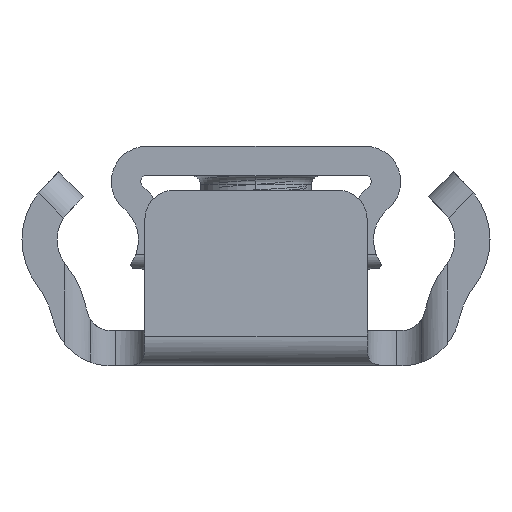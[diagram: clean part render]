
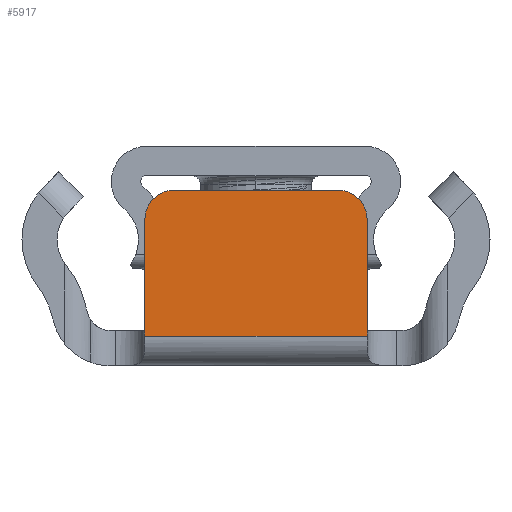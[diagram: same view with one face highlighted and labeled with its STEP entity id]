
A CAD part, left-side view. The second image highlights one B-rep face of the part: STEP entity #5917.
In plain terms, the highlighted planar face has unit normal (-1, 0, 0).
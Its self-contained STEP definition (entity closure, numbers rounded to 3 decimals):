
#33 = VERTEX_POINT ( 'NONE', #4238 ) ;
#40 = CARTESIAN_POINT ( 'NONE',  ( 0., -3.8, -1.3 ) ) ;
#76 = CARTESIAN_POINT ( 'NONE',  ( 0., -3.8, 1.2 ) ) ;
#146 = ORIENTED_EDGE ( 'NONE', *, *, #3911, .T. ) ;
#320 = ORIENTED_EDGE ( 'NONE', *, *, #898, .T. ) ;
#604 = VERTEX_POINT ( 'NONE', #3394 ) ;
#714 = EDGE_CURVE ( 'NONE', #2459, #3476, #4518, .T. ) ;
#749 = EDGE_CURVE ( 'NONE', #3476, #4501, #1903, .T. ) ;
#806 = PLANE ( 'NONE',  #6144 ) ;
#898 = EDGE_CURVE ( 'NONE', #3655, #604, #4703, .T. ) ;
#928 = EDGE_CURVE ( 'NONE', #604, #33, #3955, .T. ) ;
#1019 = DIRECTION ( 'NONE',  ( -1., 0., 0. ) ) ;
#1173 = EDGE_CURVE ( 'NONE', #2918, #2459, #5910, .T. ) ;
#1196 = LINE ( 'NONE', #4750, #6034 ) ;
#1328 = CARTESIAN_POINT ( 'NONE',  ( 0., -4.983, 1. ) ) ;
#1360 = VECTOR ( 'NONE', #4280, 1000. ) ;
#1377 = ORIENTED_EDGE ( 'NONE', *, *, #749, .T. ) ;
#1429 = CARTESIAN_POINT ( 'NONE',  ( 0., 3.8, -1.3 ) ) ;
#1461 = DIRECTION ( 'NONE',  ( 0., 0., -1. ) ) ;
#1554 = AXIS2_PLACEMENT_3D ( 'NONE', #4216, #5731, #3751 ) ;
#1649 = VERTEX_POINT ( 'NONE', #2613 ) ;
#1699 = ORIENTED_EDGE ( 'NONE', *, *, #928, .T. ) ;
#1903 = LINE ( 'NONE', #1429, #5152 ) ;
#1982 = FACE_OUTER_BOUND ( 'NONE', #3678, .T. ) ;
#2030 = DIRECTION ( 'NONE',  ( 0., 0., 1. ) ) ;
#2075 = LINE ( 'NONE', #40, #1360 ) ;
#2095 = VECTOR ( 'NONE', #1461, 1000. ) ;
#2411 = DIRECTION ( 'NONE',  ( 0., 0., -1. ) ) ;
#2459 = VERTEX_POINT ( 'NONE', #6194 ) ;
#2578 = EDGE_CURVE ( 'NONE', #1649, #3655, #2075, .T. ) ;
#2613 = CARTESIAN_POINT ( 'NONE',  ( 0., -3.8, 1. ) ) ;
#2633 = EDGE_CURVE ( 'NONE', #33, #2918, #1196, .T. ) ;
#2665 = CARTESIAN_POINT ( 'NONE',  ( 0., -3.8, 1.2 ) ) ;
#2718 = ORIENTED_EDGE ( 'NONE', *, *, #2578, .T. ) ;
#2918 = VERTEX_POINT ( 'NONE', #4476 ) ;
#3049 = CARTESIAN_POINT ( 'NONE',  ( 0., 3.8, 1.2 ) ) ;
#3064 = DIRECTION ( 'NONE',  ( 1., 0., 0. ) ) ;
#3080 = DIRECTION ( 'NONE',  ( 0., 0., 1. ) ) ;
#3394 = CARTESIAN_POINT ( 'NONE',  ( 0., -3.8, 5. ) ) ;
#3476 = VERTEX_POINT ( 'NONE', #6588 ) ;
#3655 = VERTEX_POINT ( 'NONE', #76 ) ;
#3676 = DIRECTION ( 'NONE',  ( 0., 1., 0. ) ) ;
#3678 = EDGE_LOOP ( 'NONE', ( #1377, #146, #2718, #320, #1699, #5717, #4052, #6426 ) ) ;
#3751 = DIRECTION ( 'NONE',  ( 0., 0., 1. ) ) ;
#3911 = EDGE_CURVE ( 'NONE', #4501, #1649, #4974, .T. ) ;
#3955 = CIRCLE ( 'NONE', #5595, 1. ) ;
#4052 = ORIENTED_EDGE ( 'NONE', *, *, #1173, .T. ) ;
#4056 = VECTOR ( 'NONE', #2030, 1000. ) ;
#4117 = DIRECTION ( 'NONE',  ( 0., 0., -1. ) ) ;
#4216 = CARTESIAN_POINT ( 'NONE',  ( 0., 2.8, 5. ) ) ;
#4238 = CARTESIAN_POINT ( 'NONE',  ( 0., -2.8, 6. ) ) ;
#4280 = DIRECTION ( 'NONE',  ( 0., 0., 1. ) ) ;
#4476 = CARTESIAN_POINT ( 'NONE',  ( 0., 2.8, 6. ) ) ;
#4501 = VERTEX_POINT ( 'NONE', #5000 ) ;
#4518 = LINE ( 'NONE', #3049, #2095 ) ;
#4703 = LINE ( 'NONE', #2665, #4056 ) ;
#4750 = CARTESIAN_POINT ( 'NONE',  ( 0., -2.8, 6. ) ) ;
#4974 = LINE ( 'NONE', #1328, #6239 ) ;
#5000 = CARTESIAN_POINT ( 'NONE',  ( 0., 3.8, 1. ) ) ;
#5152 = VECTOR ( 'NONE', #2411, 1000. ) ;
#5595 = AXIS2_PLACEMENT_3D ( 'NONE', #5676, #1019, #3080 ) ;
#5676 = CARTESIAN_POINT ( 'NONE',  ( 0., -2.8, 5. ) ) ;
#5717 = ORIENTED_EDGE ( 'NONE', *, *, #2633, .T. ) ;
#5731 = DIRECTION ( 'NONE',  ( -1., 0., 0. ) ) ;
#5910 = CIRCLE ( 'NONE', #1554, 1. ) ;
#5917 = ADVANCED_FACE ( 'NONE', ( #1982 ), #806, .F. ) ;
#6034 = VECTOR ( 'NONE', #3676, 1000. ) ;
#6144 = AXIS2_PLACEMENT_3D ( 'NONE', #6724, #3064, #4117 ) ;
#6194 = CARTESIAN_POINT ( 'NONE',  ( 0., 3.8, 5. ) ) ;
#6239 = VECTOR ( 'NONE', #6637, 1000. ) ;
#6426 = ORIENTED_EDGE ( 'NONE', *, *, #714, .T. ) ;
#6588 = CARTESIAN_POINT ( 'NONE',  ( 0., 3.8, 1.2 ) ) ;
#6637 = DIRECTION ( 'NONE',  ( 0., -1., 0. ) ) ;
#6724 = CARTESIAN_POINT ( 'NONE',  ( 0., -4.983, 2. ) ) ;
